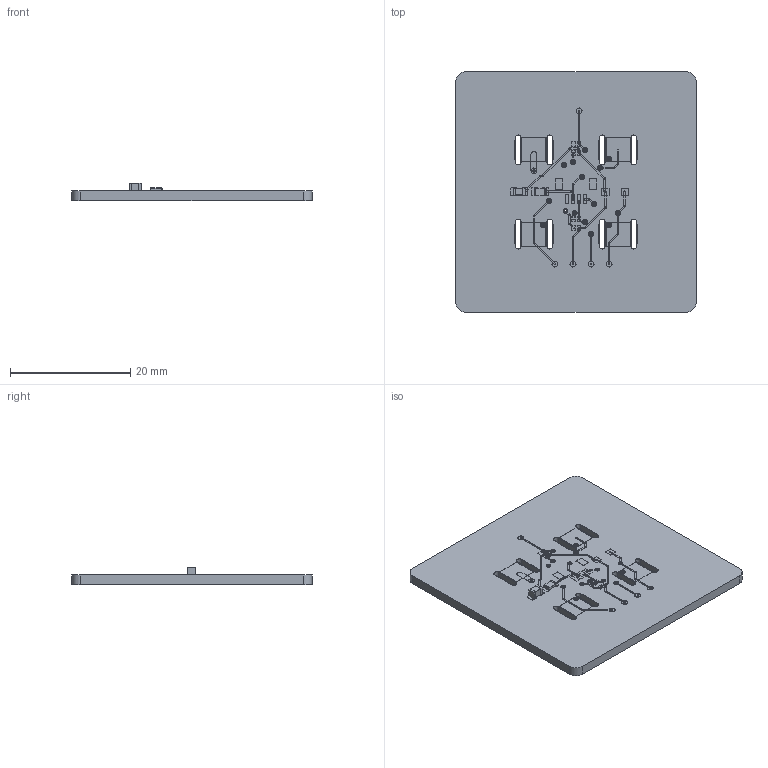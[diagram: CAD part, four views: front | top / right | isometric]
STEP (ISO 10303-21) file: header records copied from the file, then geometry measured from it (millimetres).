
FILE_DESCRIPTION(('KiCad electronic assembly'),'2;1');
FILE_NAME('Block-Party-Bottom-PCB.step','2024-05-07T19:42:19',('Pcbnew') ,('Kicad'),'Open CASCADE STEP processor 7.7','KiCad to STEP converter' ,'Unknown');
FILE_SCHEMA(('AUTOMOTIVE_DESIGN { 1 0 10303 214 1 1 1 1 }'));
Length unit declared in the file: millimetre
Products named in the file (175): Block-Party-Bottom-PCB 1; C_0805_2012Metric; R_0805_2012Metric; Block-Party-Bottom-Board_track_1; Block-Party-Bottom-Board_track_2; Block-Party-Bottom-Board_track_3; Block-Party-Bottom-Board_track_4; Block-Party-Bottom-Board_track_5; Block-Party-Bottom-Board_track_6; Block-Party-Bottom-Board_track_7; Block-Party-Bottom-Board_track_8; Block-Party-Bottom-Board_track_9; Block-Party-Bottom-Board_track_10; Block-Party-Bottom-Board_track_11; Block-Party-Bottom-Board_track_12; Block-Party-Bottom-Board_track_13; Block-Party-Bottom-Board_track_14; Block-Party-Bottom-Board_track_15; Block-Party-Bottom-Board_track_16; Block-Party-Bottom-Board_track_17; Block-Party-Bottom-Board_track_18; Block-Party-Bottom-Board_track_19; Block-Party-Bottom-Board_track_20; Block-Party-Bottom-Board_track_21; Block-Party-Bottom-Board_track_22; Block-Party-Bottom-Board_track_23; Block-Party-Bottom-Board_track_24; Block-Party-Bottom-Board_track_25; Block-Party-Bottom-Board_track_26; Block-Party-Bottom-Board_track_27; Block-Party-Bottom-Board_track_28; Block-Party-Bottom-Board_track_29; Block-Party-Bottom-Board_track_30; Block-Party-Bottom-Board_track_31; Block-Party-Bottom-Board_track_32; Block-Party-Bottom-Board_track_33; Block-Party-Bottom-Board_track_34; Block-Party-Bottom-Board_track_35; Block-Party-Bottom-Board_track_36; Block-Party-Bottom-Board_track_37 ...
Assembly tree (174 placements, depth 3):
  Block-Party-Bottom-PCB 1
    C_0805_2012Metric
      C_0805_2012Metric
    R_0805_2012Metric
      R_0805_2012Metric
    Block-Party-Bottom-Board_track_1
    Block-Party-Bottom-Board_track_2
    Block-Party-Bottom-Board_track_3
    Block-Party-Bottom-Board_track_4
    Block-Party-Bottom-Board_track_5
    Block-Party-Bottom-Board_track_6
    Block-Party-Bottom-Board_track_7
    Block-Party-Bottom-Board_track_8
    Block-Party-Bottom-Board_track_9
    Block-Party-Bottom-Board_track_10
    Block-Party-Bottom-Board_track_11
    Block-Party-Bottom-Board_track_12
    Block-Party-Bottom-Board_track_13
    Block-Party-Bottom-Board_track_14
    Block-Party-Bottom-Board_track_15
    Block-Party-Bottom-Board_track_16
    Block-Party-Bottom-Board_track_17
    Block-Party-Bottom-Board_track_18
    Block-Party-Bottom-Board_track_19
    Block-Party-Bottom-Board_track_20
    Block-Party-Bottom-Board_track_21
    Block-Party-Bottom-Board_track_22
    Block-Party-Bottom-Board_track_23
    Block-Party-Bottom-Board_track_24
    Block-Party-Bottom-Board_track_25
    Block-Party-Bottom-Board_track_26
    Block-Party-Bottom-Board_track_27
    Block-Party-Bottom-Board_track_28
    Block-Party-Bottom-Board_track_29
    Block-Party-Bottom-Board_track_30
    Block-Party-Bottom-Board_track_31
    Block-Party-Bottom-Board_track_32
    Block-Party-Bottom-Board_track_33
    Block-Party-Bottom-Board_track_34
    Block-Party-Bottom-Board_track_35
    Block-Party-Bottom-Board_track_36
    Block-Party-Bottom-Board_track_37
    Block-Party-Bottom-Board_track_38
    Block-Party-Bottom-Board_track_39
    Block-Party-Bottom-Board_track_40
    Block-Party-Bottom-Board_track_41
    Block-Party-Bottom-Board_track_42
    Block-Party-Bottom-Board_track_43
    Block-Party-Bottom-Board_track_44
    Block-Party-Bottom-Board_track_45
    Block-Party-Bottom-Board_track_46
    Block-Party-Bottom-Board_track_47
    Block-Party-Bottom-Board_track_48
    Block-Party-Bottom-Board_track_49
    Block-Party-Bottom-Board_track_50
    Block-Party-Bottom-Board_track_51
    Block-Party-Bottom-Board_track_52
    Block-Party-Bottom-Board_track_53
    Block-Party-Bottom-Board_track_54
    Block-Party-Bottom-Board_track_55
Bounding box: 40 x 40 x 2.94 mm (x, y, z)
Volume: 2508.2 mm3; surface area: 4381.1 mm2
Topology: 187 solids, 187 shells, 1317 faces, 2811 edges, 1870 vertices
Faces by surface type: plane 982, cylinder 335
Full cylindrical faces by diameter (mm): 0.35 x56, 0.4 x32, 0.8 x30, 1 x7
Entity records: 40343 total; most frequent: DIRECTION 6457, CARTESIAN_POINT 6173, ORIENTED_EDGE 5622, EDGE_CURVE 2811, AXIS2_PLACEMENT_3D 2154, LINE 2149, VECTOR 2149, VERTEX_POINT 1870
